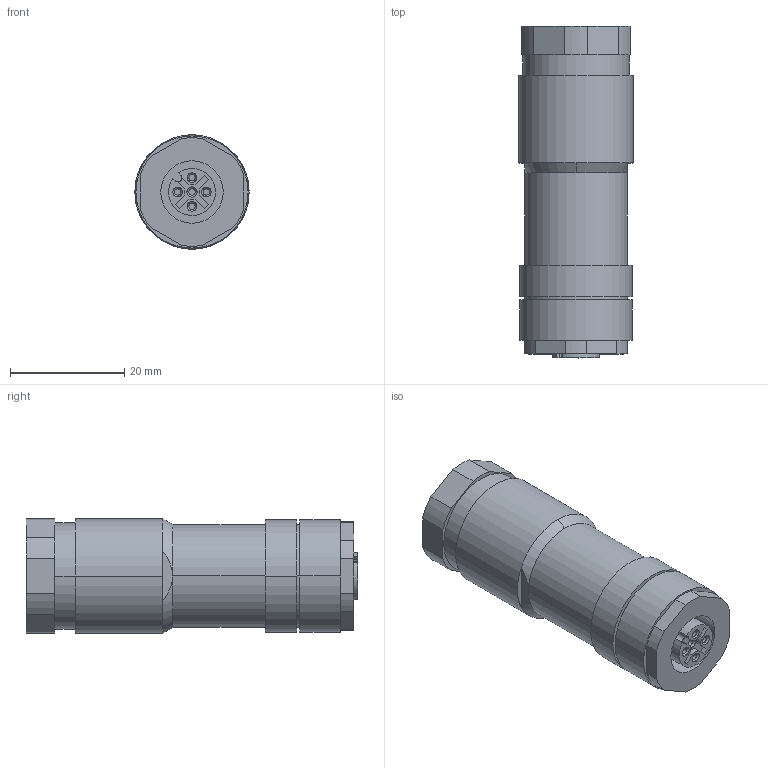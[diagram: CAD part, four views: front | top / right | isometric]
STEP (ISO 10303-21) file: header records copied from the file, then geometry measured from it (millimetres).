
FILE_DESCRIPTION(('Creo Elements/Direct Modeling STEP Export'),'2;1');
FILE_NAME('model.stp','2019-02-06T 4:29:16',(''),(''),'Creo Elements/Direct Modeling STEP processor for AP214 (Solid Model)','Creo Elements/Direct Modeling 18.1I 14-Aug-2016 (C) Parametric Technology GmbH','');
FILE_SCHEMA(('AUTOMOTIVE_DESIGN { 1 0 10303 214 1 1 1 1 }'));
Length unit declared in the file: millimetre
Products named in the file (2): SACC_M12FS_5CON_PG11_DUO-select
Assembly tree (1 placements, depth 2):
  SACC_M12FS_5CON_PG11_DUO-select
    SACC_M12FS_5CON_PG11_DUO-select
Bounding box: 20 x 58.04 x 20 mm (x, y, z)
Volume: 15282.1 mm3; surface area: 5177.1 mm2
Topology: 1 solids, 1 shells, 104 faces, 258 edges, 169 vertices
Faces by surface type: plane 46, cylinder 44, cone 12, torus 2
Entity records: 3839 total; most frequent: CARTESIAN_POINT 558, ORIENTED_EDGE 512, DIRECTION 496, EDGE_CURVE 256, AXIS2_PLACEMENT_3D 181, VERTEX_POINT 168, VECTOR 134, LINE 134
